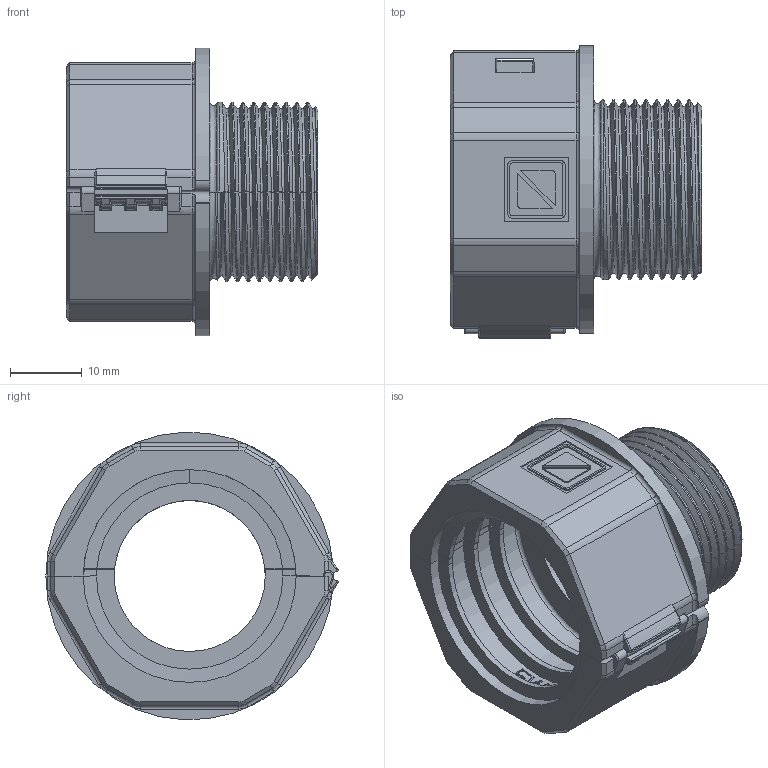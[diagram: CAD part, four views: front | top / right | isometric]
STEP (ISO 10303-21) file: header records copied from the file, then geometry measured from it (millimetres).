
FILE_DESCRIPTION (( 'STEP AP203' ), '1' );
FILE_NAME ('836018.step', '2023-06-13T19:06:44', ( '' ), ( '' ), 'SwSTEP 2.0', 'SolidWorks 2021', '' );
FILE_SCHEMA (( 'CONFIG_CONTROL_DESIGN' ));
Length unit declared in the file: inch
Products named in the file (1): 836018
Bounding box: 35 x 40.65 x 39.97 mm (x, y, z)
Volume: 11441.1 mm3; surface area: 10595 mm2
Topology: 2 solids, 2 shells, 732 faces, 1978 edges, 1270 vertices
Faces by surface type: plane 345, bspline 180, cylinder 170, cone 37
Entity records: 28958 total; most frequent: CARTESIAN_POINT 12016, ORIENTED_EDGE 3952, DIRECTION 2866, EDGE_CURVE 1976, VERTEX_POINT 1270, VECTOR 1100, LINE 1100, AXIS2_PLACEMENT_3D 883
